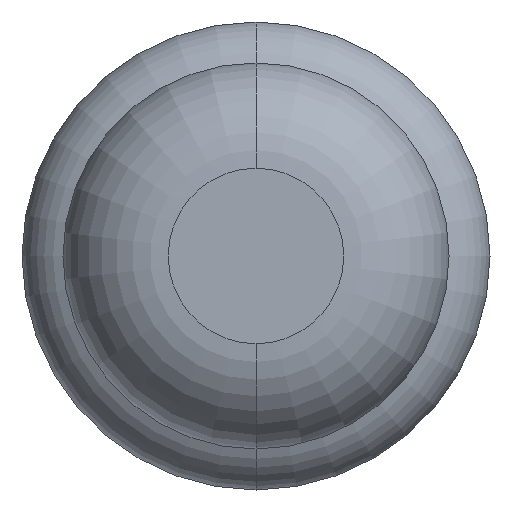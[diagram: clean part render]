
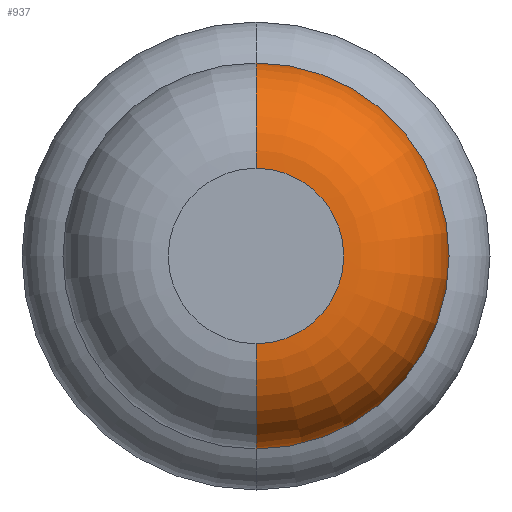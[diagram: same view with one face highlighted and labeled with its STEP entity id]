
A CAD part, front view. The second image highlights one B-rep face of the part: STEP entity #937.
In plain terms, the highlighted toroidal (fillet/blend) face has major radius 0.375 mm and minor radius 0.45 mm.
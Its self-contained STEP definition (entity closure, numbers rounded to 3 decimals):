
#69 = ORIENTED_EDGE ( 'NONE', *, *, #2183, .T. ) ;
#152 = EDGE_CURVE ( 'Defeature ausgef�hrt1_9+Defeature ausgef�hrt1_8+Defeature ausgef�hrt1_8+Defeature ausgef�hrt1_8', #3575, #1516, #517, .T. ) ;
#224 = AXIS2_PLACEMENT_3D ( 'NONE', #3023, #2694, #253 ) ;
#253 = DIRECTION ( 'NONE',  ( 0., 0., -1. ) ) ;
#303 = AXIS2_PLACEMENT_3D ( 'NONE', #1999, #3241, #456 ) ;
#376 = CIRCLE ( 'NONE', #3954, 0.45 ) ;
#456 = DIRECTION ( 'NONE',  ( 0., 0., 1. ) ) ;
#517 = CIRCLE ( 'NONE', #1289, 0.825 ) ;
#555 = DIRECTION ( 'NONE',  ( 0., 0., 1. ) ) ;
#597 = EDGE_CURVE ( 'Defeature ausgef�hrt1_8+Defeature ausgef�hrt1_7+Defeature ausgef�hrt1_7+Defeature ausgef�hrt1_7', #3214, #2558, #2142, .T. ) ;
#649 = CARTESIAN_POINT ( 'NONE',  ( 0., -26., -0.375 ) ) ;
#674 = EDGE_CURVE ( 'NONE', #3214, #3575, #376, .T. ) ;
#937 = ADVANCED_FACE ( 'Defeature ausgef�hrt1_8', ( #1627 ), #3696, .T. ) ;
#949 = CARTESIAN_POINT ( 'NONE',  ( 0., -26., 0.375 ) ) ;
#1289 = AXIS2_PLACEMENT_3D ( 'NONE', #3240, #1416, #3283 ) ;
#1337 = DIRECTION ( 'NONE',  ( 0., 0., 1. ) ) ;
#1354 = CARTESIAN_POINT ( 'NONE',  ( 0., -25.55, 0.375 ) ) ;
#1416 = DIRECTION ( 'NONE',  ( 0., 1., 0. ) ) ;
#1506 = EDGE_LOOP ( 'NONE', ( #2481, #69, #3739, #3794 ) ) ;
#1509 = CARTESIAN_POINT ( 'NONE',  ( 0., -25.55, -0.825 ) ) ;
#1516 = VERTEX_POINT ( 'NONE', #1509 ) ;
#1627 = FACE_OUTER_BOUND ( 'NONE', #1506, .T. ) ;
#1825 = AXIS2_PLACEMENT_3D ( 'NONE', #3673, #3935, #555 ) ;
#1999 = CARTESIAN_POINT ( 'NONE',  ( 0., -25.55, 0. ) ) ;
#2142 = CIRCLE ( 'NONE', #1825, 0.375 ) ;
#2183 = EDGE_CURVE ( 'NONE', #2558, #1516, #3107, .T. ) ;
#2481 = ORIENTED_EDGE ( 'NONE', *, *, #597, .T. ) ;
#2558 = VERTEX_POINT ( 'NONE', #649 ) ;
#2694 = DIRECTION ( 'NONE',  ( 1., 0., 0. ) ) ;
#3023 = CARTESIAN_POINT ( 'NONE',  ( 0., -25.55, -0.375 ) ) ;
#3038 = CARTESIAN_POINT ( 'NONE',  ( 0., -25.55, 0.825 ) ) ;
#3107 = CIRCLE ( 'NONE', #224, 0.45 ) ;
#3214 = VERTEX_POINT ( 'NONE', #949 ) ;
#3240 = CARTESIAN_POINT ( 'NONE',  ( 0., -25.55, 0. ) ) ;
#3241 = DIRECTION ( 'NONE',  ( 0., 1., 0. ) ) ;
#3283 = DIRECTION ( 'NONE',  ( 0., 0., 1. ) ) ;
#3485 = DIRECTION ( 'NONE',  ( -1., 0., 0. ) ) ;
#3575 = VERTEX_POINT ( 'NONE', #3038 ) ;
#3673 = CARTESIAN_POINT ( 'NONE',  ( 0., -26., 0. ) ) ;
#3696 = TOROIDAL_SURFACE ( 'NONE', #303, 0.375, 0.45 ) ;
#3739 = ORIENTED_EDGE ( 'NONE', *, *, #152, .F. ) ;
#3794 = ORIENTED_EDGE ( 'NONE', *, *, #674, .F. ) ;
#3935 = DIRECTION ( 'NONE',  ( 0., 1., 0. ) ) ;
#3954 = AXIS2_PLACEMENT_3D ( 'NONE', #1354, #3485, #1337 ) ;
